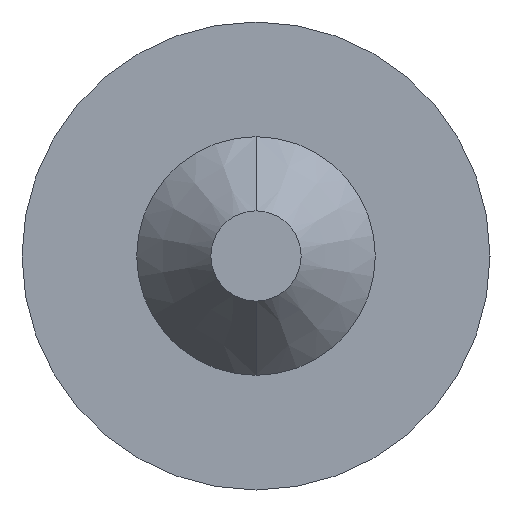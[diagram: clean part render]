
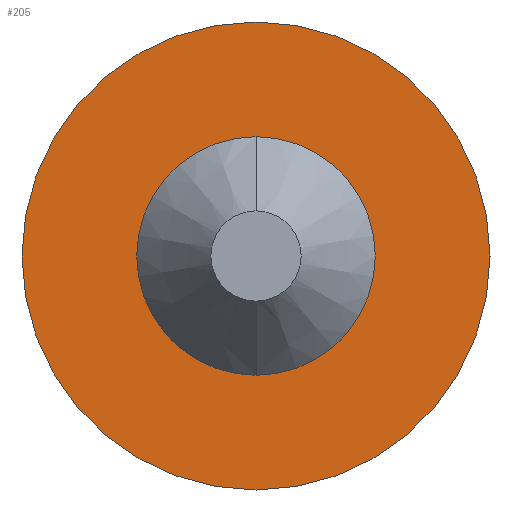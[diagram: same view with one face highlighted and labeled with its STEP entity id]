
A CAD part, front view. The second image highlights one B-rep face of the part: STEP entity #205.
In plain terms, the highlighted planar face has unit normal (0, -1, 0).
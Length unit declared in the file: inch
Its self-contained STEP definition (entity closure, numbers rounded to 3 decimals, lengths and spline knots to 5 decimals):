
#10 = VERTEX_POINT ( 'NONE', #119 ) ;
#13 = ORIENTED_EDGE ( 'NONE', *, *, #79, .F. ) ;
#45 = CARTESIAN_POINT ( 'NONE',  ( 0., -2.485, 0. ) ) ;
#76 = PLANE ( 'NONE',  #477 ) ;
#79 = EDGE_CURVE ( 'NONE', #166, #10, #463, .T. ) ;
#83 = CARTESIAN_POINT ( 'NONE',  ( 0., -2.485, -0.251 ) ) ;
#106 = AXIS2_PLACEMENT_3D ( 'NONE', #395, #252, #297 ) ;
#116 = ORIENTED_EDGE ( 'NONE', *, *, #490, .T. ) ;
#119 = CARTESIAN_POINT ( 'NONE',  ( 0., -2.485, 0.251 ) ) ;
#133 = DIRECTION ( 'NONE',  ( 0., 0., -1. ) ) ;
#153 = AXIS2_PLACEMENT_3D ( 'NONE', #535, #434, #133 ) ;
#166 = VERTEX_POINT ( 'NONE', #83 ) ;
#168 = DIRECTION ( 'NONE',  ( 0., 0., 1. ) ) ;
#205 = ADVANCED_FACE ( 'NONE', ( #230, #571 ), #76, .F. ) ;
#212 = CIRCLE ( 'NONE', #106, 0.49213 ) ;
#230 = FACE_BOUND ( 'NONE', #380, .T. ) ;
#231 = CARTESIAN_POINT ( 'NONE',  ( 0., -2.485, -0.49213 ) ) ;
#246 = DIRECTION ( 'NONE',  ( 0., -1., 0. ) ) ;
#252 = DIRECTION ( 'NONE',  ( 0., -1., 0. ) ) ;
#260 = VERTEX_POINT ( 'NONE', #231 ) ;
#279 = DIRECTION ( 'NONE',  ( 0., -1., 0. ) ) ;
#286 = CARTESIAN_POINT ( 'NONE',  ( 0., -2.485, 0.49213 ) ) ;
#294 = ORIENTED_EDGE ( 'NONE', *, *, #517, .F. ) ;
#297 = DIRECTION ( 'NONE',  ( 0., 0., -1. ) ) ;
#305 = VERTEX_POINT ( 'NONE', #286 ) ;
#318 = EDGE_CURVE ( 'NONE', #305, #260, #529, .T. ) ;
#321 = AXIS2_PLACEMENT_3D ( 'NONE', #592, #246, #352 ) ;
#322 = CARTESIAN_POINT ( 'NONE',  ( -0.49213, -2.485, 0. ) ) ;
#343 = AXIS2_PLACEMENT_3D ( 'NONE', #45, #279, #433 ) ;
#352 = DIRECTION ( 'NONE',  ( 0., 0., -1. ) ) ;
#380 = EDGE_LOOP ( 'NONE', ( #13, #294 ) ) ;
#395 = CARTESIAN_POINT ( 'NONE',  ( 0., -2.485, 0. ) ) ;
#433 = DIRECTION ( 'NONE',  ( 0., 0., -1. ) ) ;
#434 = DIRECTION ( 'NONE',  ( 0., -1., 0. ) ) ;
#463 = CIRCLE ( 'NONE', #153, 0.251 ) ;
#477 = AXIS2_PLACEMENT_3D ( 'NONE', #322, #573, #168 ) ;
#488 = EDGE_LOOP ( 'NONE', ( #116, #616 ) ) ;
#490 = EDGE_CURVE ( 'NONE', #260, #305, #212, .T. ) ;
#517 = EDGE_CURVE ( 'NONE', #10, #166, #539, .T. ) ;
#529 = CIRCLE ( 'NONE', #343, 0.49213 ) ;
#535 = CARTESIAN_POINT ( 'NONE',  ( 0., -2.485, 0. ) ) ;
#539 = CIRCLE ( 'NONE', #321, 0.251 ) ;
#571 = FACE_OUTER_BOUND ( 'NONE', #488, .T. ) ;
#573 = DIRECTION ( 'NONE',  ( 0., 1., 0. ) ) ;
#592 = CARTESIAN_POINT ( 'NONE',  ( 0., -2.485, 0. ) ) ;
#616 = ORIENTED_EDGE ( 'NONE', *, *, #318, .T. ) ;
